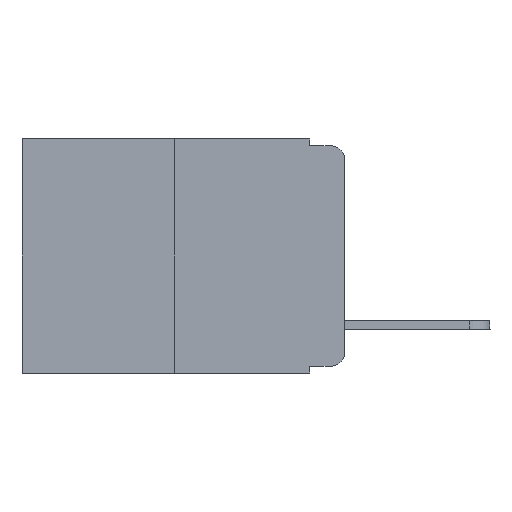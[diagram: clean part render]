
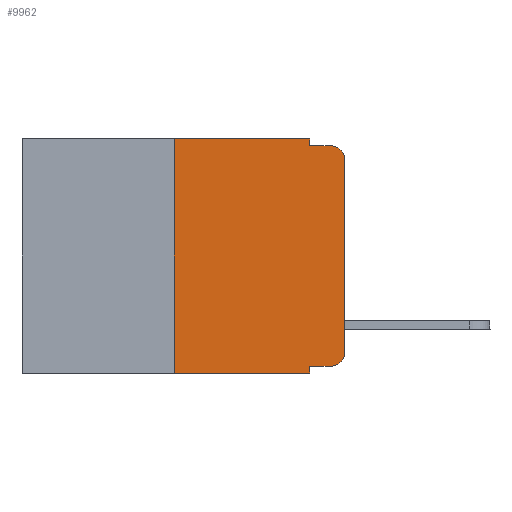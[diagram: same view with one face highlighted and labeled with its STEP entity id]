
A CAD part, left-side view. The second image highlights one B-rep face of the part: STEP entity #9962.
In plain terms, the highlighted planar face has unit normal (-1, 0, 0).
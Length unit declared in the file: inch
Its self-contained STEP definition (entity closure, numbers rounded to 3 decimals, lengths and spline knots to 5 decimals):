
#102 = EDGE_CURVE ( 'NONE', #19028, #8170, #1880, .T. ) ;
#226 = FACE_OUTER_BOUND ( 'NONE', #17535, .T. ) ;
#562 = CARTESIAN_POINT ( 'NONE',  ( 0., 0.02, -0.313 ) ) ;
#653 = CARTESIAN_POINT ( 'NONE',  ( 0., 0.051, -0.333 ) ) ;
#711 = CARTESIAN_POINT ( 'NONE',  ( 0., 0., -0.313 ) ) ;
#848 = DIRECTION ( 'NONE',  ( 0., -1., 0. ) ) ;
#1447 = EDGE_CURVE ( 'NONE', #14880, #11832, #11316, .T. ) ;
#1506 = CARTESIAN_POINT ( 'NONE',  ( 0., 0.473, 0. ) ) ;
#1514 = CARTESIAN_POINT ( 'NONE',  ( 0., 0.051, 0. ) ) ;
#1880 = LINE ( 'NONE', #13992, #15797 ) ;
#1894 = EDGE_CURVE ( 'NONE', #8170, #11242, #8913, .T. ) ;
#1945 = EDGE_CURVE ( 'NONE', #11832, #16490, #12875, .T. ) ;
#1954 = VECTOR ( 'NONE', #6609, 39.37008 ) ;
#2498 = CARTESIAN_POINT ( 'NONE',  ( 0., 0.02, -0.03 ) ) ;
#2554 = ORIENTED_EDGE ( 'NONE', *, *, #14045, .F. ) ;
#2677 = VECTOR ( 'NONE', #848, 39.37008 ) ;
#3199 = DIRECTION ( 'NONE',  ( 0., 0., -1. ) ) ;
#3816 = VERTEX_POINT ( 'NONE', #13618 ) ;
#4186 = EDGE_CURVE ( 'NONE', #10415, #16490, #17230, .T. ) ;
#4304 = DIRECTION ( 'NONE',  ( 1., 0., 0. ) ) ;
#4375 = VERTEX_POINT ( 'NONE', #6831 ) ;
#5641 = CARTESIAN_POINT ( 'NONE',  ( 0., 0.051, -0.01 ) ) ;
#5857 = DIRECTION ( 'NONE',  ( -1., 0., 0. ) ) ;
#6462 = VECTOR ( 'NONE', #7740, 39.37008 ) ;
#6609 = DIRECTION ( 'NONE',  ( 0., -1., 0. ) ) ;
#6831 = CARTESIAN_POINT ( 'NONE',  ( 0., 0.25, -0.343 ) ) ;
#7740 = DIRECTION ( 'NONE',  ( 0., 0., 1. ) ) ;
#7907 = ORIENTED_EDGE ( 'NONE', *, *, #4186, .T. ) ;
#7918 = CARTESIAN_POINT ( 'NONE',  ( 0., 0., 0. ) ) ;
#7995 = ORIENTED_EDGE ( 'NONE', *, *, #17958, .F. ) ;
#8170 = VERTEX_POINT ( 'NONE', #10764 ) ;
#8386 = LINE ( 'NONE', #13158, #2677 ) ;
#8491 = EDGE_CURVE ( 'NONE', #4375, #15567, #16143, .T. ) ;
#8612 = EDGE_CURVE ( 'NONE', #19028, #15567, #15125, .T. ) ;
#8913 = CIRCLE ( 'NONE', #9854, 0.02 ) ;
#9439 = LINE ( 'NONE', #16690, #6462 ) ;
#9496 = AXIS2_PLACEMENT_3D ( 'NONE', #1506, #4304, #10347 ) ;
#9804 = LINE ( 'NONE', #7918, #9919 ) ;
#9833 = CARTESIAN_POINT ( 'NONE',  ( 0., 0.051, 0. ) ) ;
#9854 = AXIS2_PLACEMENT_3D ( 'NONE', #562, #15765, #11275 ) ;
#9919 = VECTOR ( 'NONE', #12891, 39.37008 ) ;
#9962 = ADVANCED_FACE ( 'NONE', ( #226 ), #11836, .F. ) ;
#10222 = DIRECTION ( 'NONE',  ( 0., 0., -1. ) ) ;
#10347 = DIRECTION ( 'NONE',  ( 0., 0., -1. ) ) ;
#10415 = VERTEX_POINT ( 'NONE', #10614 ) ;
#10614 = CARTESIAN_POINT ( 'NONE',  ( 0., 0., -0.03 ) ) ;
#10764 = CARTESIAN_POINT ( 'NONE',  ( 0., 0.02, -0.333 ) ) ;
#11242 = VERTEX_POINT ( 'NONE', #711 ) ;
#11275 = DIRECTION ( 'NONE',  ( 0., 0., -1. ) ) ;
#11316 = LINE ( 'NONE', #9833, #11916 ) ;
#11361 = CARTESIAN_POINT ( 'NONE',  ( 0., 0.02, -0.01 ) ) ;
#11609 = CARTESIAN_POINT ( 'NONE',  ( 0., 0.051, -0.343 ) ) ;
#11832 = VERTEX_POINT ( 'NONE', #5641 ) ;
#11836 = PLANE ( 'NONE',  #9496 ) ;
#11916 = VECTOR ( 'NONE', #17205, 39.37008 ) ;
#12115 = ORIENTED_EDGE ( 'NONE', *, *, #102, .T. ) ;
#12504 = DIRECTION ( 'NONE',  ( 0., -1., 0. ) ) ;
#12875 = LINE ( 'NONE', #17349, #1954 ) ;
#12891 = DIRECTION ( 'NONE',  ( 0., 0., 1. ) ) ;
#13158 = CARTESIAN_POINT ( 'NONE',  ( 0., 0.473, 0. ) ) ;
#13618 = CARTESIAN_POINT ( 'NONE',  ( 0., 0.25, 0. ) ) ;
#13992 = CARTESIAN_POINT ( 'NONE',  ( 0., 0.051, -0.333 ) ) ;
#14045 = EDGE_CURVE ( 'NONE', #4375, #3816, #9439, .T. ) ;
#14106 = ORIENTED_EDGE ( 'NONE', *, *, #8612, .F. ) ;
#14522 = EDGE_CURVE ( 'NONE', #11242, #10415, #9804, .T. ) ;
#14880 = VERTEX_POINT ( 'NONE', #16719 ) ;
#15125 = LINE ( 'NONE', #1514, #17444 ) ;
#15567 = VERTEX_POINT ( 'NONE', #11609 ) ;
#15612 = ORIENTED_EDGE ( 'NONE', *, *, #1447, .F. ) ;
#15765 = DIRECTION ( 'NONE',  ( -1., 0., 0. ) ) ;
#15797 = VECTOR ( 'NONE', #12504, 39.37008 ) ;
#16143 = LINE ( 'NONE', #16337, #19349 ) ;
#16337 = CARTESIAN_POINT ( 'NONE',  ( 0., 0.473, -0.343 ) ) ;
#16490 = VERTEX_POINT ( 'NONE', #11361 ) ;
#16529 = ORIENTED_EDGE ( 'NONE', *, *, #8491, .T. ) ;
#16572 = AXIS2_PLACEMENT_3D ( 'NONE', #2498, #5857, #10222 ) ;
#16690 = CARTESIAN_POINT ( 'NONE',  ( 0., 0.25, 0. ) ) ;
#16719 = CARTESIAN_POINT ( 'NONE',  ( 0., 0.051, 0. ) ) ;
#17205 = DIRECTION ( 'NONE',  ( 0., 0., -1. ) ) ;
#17230 = CIRCLE ( 'NONE', #16572, 0.02 ) ;
#17242 = ORIENTED_EDGE ( 'NONE', *, *, #1945, .F. ) ;
#17349 = CARTESIAN_POINT ( 'NONE',  ( 0., 0.051, -0.01 ) ) ;
#17444 = VECTOR ( 'NONE', #3199, 39.37008 ) ;
#17535 = EDGE_LOOP ( 'NONE', ( #19036, #7907, #17242, #15612, #7995, #2554, #16529, #14106, #12115, #17840 ) ) ;
#17840 = ORIENTED_EDGE ( 'NONE', *, *, #1894, .T. ) ;
#17958 = EDGE_CURVE ( 'NONE', #3816, #14880, #8386, .T. ) ;
#19028 = VERTEX_POINT ( 'NONE', #653 ) ;
#19036 = ORIENTED_EDGE ( 'NONE', *, *, #14522, .T. ) ;
#19135 = DIRECTION ( 'NONE',  ( 0., -1., 0. ) ) ;
#19349 = VECTOR ( 'NONE', #19135, 39.37008 ) ;
